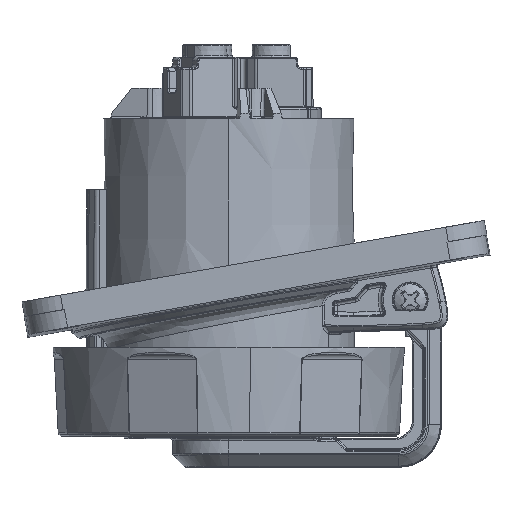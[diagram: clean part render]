
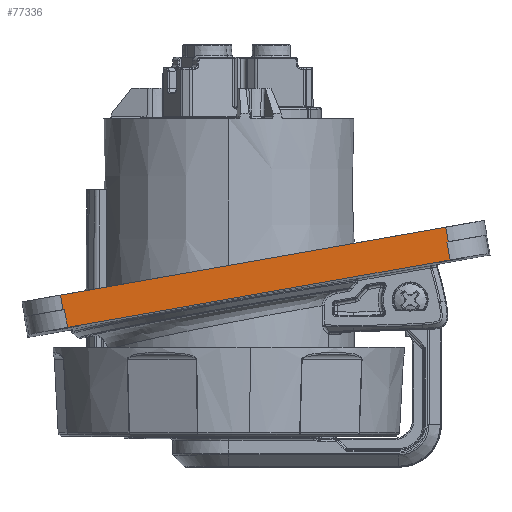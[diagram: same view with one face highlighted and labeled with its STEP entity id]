
A CAD part, left-side view. The second image highlights one B-rep face of the part: STEP entity #77336.
In plain terms, the highlighted planar face has unit normal (-1, 0, 0).
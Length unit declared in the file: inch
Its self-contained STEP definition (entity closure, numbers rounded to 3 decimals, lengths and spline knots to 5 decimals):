
#1727 = CARTESIAN_POINT ( 'NONE',  ( -1.875, 1.34481, -1.52002 ) ) ;
#2263 = ORIENTED_EDGE ( 'NONE', *, *, #78033, .F. ) ;
#2765 = VERTEX_POINT ( 'NONE', #15948 ) ;
#3961 = LINE ( 'NONE', #96215, #59776 ) ;
#4715 = VECTOR ( 'NONE', #53829, 39.37008 ) ;
#7564 = LINE ( 'NONE', #57533, #105003 ) ;
#8571 = CARTESIAN_POINT ( 'NONE',  ( -1.875, -1.73271, -0.97737 ) ) ;
#9346 = EDGE_LOOP ( 'NONE', ( #59348, #52819, #28906, #54694, #2263, #55342, #99391, #84650 ) ) ;
#15948 = CARTESIAN_POINT ( 'NONE',  ( -1.875, -1.74238, -1.09549 ) ) ;
#16764 = CARTESIAN_POINT ( 'NONE',  ( -1.875, 1.28825, -1.77758 ) ) ;
#20841 = CARTESIAN_POINT ( 'NONE',  ( -1.875, -2.04046, -0.92311 ) ) ;
#21178 = VECTOR ( 'NONE', #107696, 39.37008 ) ;
#23146 = EDGE_CURVE ( 'NONE', #89996, #56834, #67312, .T. ) ;
#25189 = EDGE_CURVE ( 'NONE', #107422, #68541, #58540, .T. ) ;
#25437 = FACE_OUTER_BOUND ( 'NONE', #9346, .T. ) ;
#28906 = ORIENTED_EDGE ( 'NONE', *, *, #88996, .T. ) ;
#30169 = VECTOR ( 'NONE', #90918, 39.37008 ) ;
#33218 = EDGE_CURVE ( 'NONE', #75879, #2765, #7564, .T. ) ;
#37192 = VERTEX_POINT ( 'NONE', #1727 ) ;
#37990 = DIRECTION ( 'NONE',  ( 0., -0.174, -0.985 ) ) ;
#38619 = EDGE_CURVE ( 'NONE', #64078, #89996, #104633, .T. ) ;
#39574 = CARTESIAN_POINT ( 'NONE',  ( -1.875, -2.06095, -1.03932 ) ) ;
#43108 = CARTESIAN_POINT ( 'NONE',  ( -1.875, 0., 0. ) ) ;
#48106 = VECTOR ( 'NONE', #57039, 39.37008 ) ;
#49159 = PLANE ( 'NONE',  #106283 ) ;
#50099 = VECTOR ( 'NONE', #59609, 39.37008 ) ;
#50517 = CARTESIAN_POINT ( 'NONE',  ( -1.875, 1.31351, -1.63432 ) ) ;
#52819 = ORIENTED_EDGE ( 'NONE', *, *, #33218, .T. ) ;
#53829 = DIRECTION ( 'NONE',  ( 0., -0.985, 0.174 ) ) ;
#54694 = ORIENTED_EDGE ( 'NONE', *, *, #25189, .T. ) ;
#55342 = ORIENTED_EDGE ( 'NONE', *, *, #80878, .T. ) ;
#56834 = VERTEX_POINT ( 'NONE', #74047 ) ;
#57039 = DIRECTION ( 'NONE',  ( 0., 0.985, -0.174 ) ) ;
#57533 = CARTESIAN_POINT ( 'NONE',  ( -1.875, -1.74238, -1.09549 ) ) ;
#58540 = LINE ( 'NONE', #8571, #50099 ) ;
#58667 = LINE ( 'NONE', #92124, #48106 ) ;
#59348 = ORIENTED_EDGE ( 'NONE', *, *, #102515, .F. ) ;
#59609 = DIRECTION ( 'NONE',  ( 0., 0.174, 0.985 ) ) ;
#59776 = VECTOR ( 'NONE', #37990, 39.37008 ) ;
#64078 = VERTEX_POINT ( 'NONE', #95288 ) ;
#65344 = LINE ( 'NONE', #39574, #21178 ) ;
#67312 = LINE ( 'NONE', #16764, #30169 ) ;
#68541 = VERTEX_POINT ( 'NONE', #96038 ) ;
#69381 = DIRECTION ( 'NONE',  ( 0., 0., 1. ) ) ;
#72668 = DIRECTION ( 'NONE',  ( 0., -0.985, 0.174 ) ) ;
#74047 = CARTESIAN_POINT ( 'NONE',  ( -1.875, 1.28825, -1.77758 ) ) ;
#75879 = VERTEX_POINT ( 'NONE', #91701 ) ;
#77336 = ADVANCED_FACE ( 'NONE', ( #25437 ), #49159, .T. ) ;
#77620 = DIRECTION ( 'NONE',  ( -1., 0., 0. ) ) ;
#78033 = EDGE_CURVE ( 'NONE', #37192, #68541, #85689, .T. ) ;
#80873 = CARTESIAN_POINT ( 'NONE',  ( -1.875, -2.06095, -1.03932 ) ) ;
#80878 = EDGE_CURVE ( 'NONE', #37192, #64078, #3961, .T. ) ;
#84650 = ORIENTED_EDGE ( 'NONE', *, *, #23146, .T. ) ;
#85124 = VECTOR ( 'NONE', #72668, 39.37008 ) ;
#85689 = LINE ( 'NONE', #20841, #4715 ) ;
#88996 = EDGE_CURVE ( 'NONE', #2765, #107422, #65344, .T. ) ;
#89996 = VERTEX_POINT ( 'NONE', #50517 ) ;
#90918 = DIRECTION ( 'NONE',  ( 0., -0.174, -0.985 ) ) ;
#91701 = CARTESIAN_POINT ( 'NONE',  ( -1.875, -1.76764, -1.23874 ) ) ;
#92124 = CARTESIAN_POINT ( 'NONE',  ( -1.875, -0.26514, -1.50367 ) ) ;
#95288 = CARTESIAN_POINT ( 'NONE',  ( -1.875, 1.32432, -1.63623 ) ) ;
#95589 = CARTESIAN_POINT ( 'NONE',  ( -1.875, -1.7532, -1.09358 ) ) ;
#96038 = CARTESIAN_POINT ( 'NONE',  ( -1.875, -1.73271, -0.97737 ) ) ;
#96215 = CARTESIAN_POINT ( 'NONE',  ( -1.875, 1.34481, -1.52002 ) ) ;
#99391 = ORIENTED_EDGE ( 'NONE', *, *, #38619, .T. ) ;
#99876 = DIRECTION ( 'NONE',  ( 0., 0.174, 0.985 ) ) ;
#102515 = EDGE_CURVE ( 'NONE', #75879, #56834, #58667, .T. ) ;
#104633 = LINE ( 'NONE', #80873, #85124 ) ;
#105003 = VECTOR ( 'NONE', #99876, 39.37008 ) ;
#106283 = AXIS2_PLACEMENT_3D ( 'NONE', #43108, #77620, #69381 ) ;
#107422 = VERTEX_POINT ( 'NONE', #95589 ) ;
#107696 = DIRECTION ( 'NONE',  ( 0., -0.985, 0.174 ) ) ;
